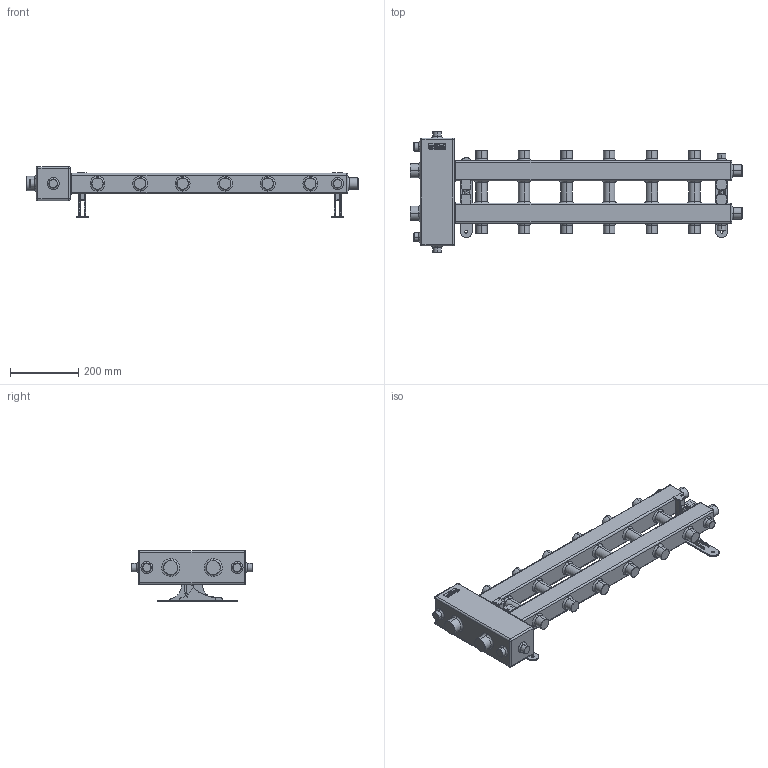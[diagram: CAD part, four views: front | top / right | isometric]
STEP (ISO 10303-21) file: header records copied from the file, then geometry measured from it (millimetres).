
FILE_DESCRIPTION (( 'STEP AP214' ), '1' );
FILE_NAME ('BM-100-7DU.10+K.BM-100.STEP', '2017-01-28T16:03:57', ( '' ), ( '' ), 'SwSTEP 2.0', 'SolidWorks 2015', '' );
FILE_SCHEMA (( 'AUTOMOTIVE_DESIGN' ));
Length unit declared in the file: millimetre
Products named in the file (3): Êîïèÿ BM-100-3D.10^BM-100.10+K.BM-100_BM-100-7DU; BM-100-7DU.10+K.BM-100; Êîïèÿ K.BM-100.01 3D-ìîäåëü äëÿ ñàéòà^BM-100.10+K.BM-100
Assembly tree (3 placements, depth 2):
  BM-100-7DU.10+K.BM-100
    Êîïèÿ BM-100-3D.10^BM-100.10+K.BM-100_BM-100-7DU
    Êîïèÿ K.BM-100.01 3D-ìîäåëü äëÿ ñàéòà^BM-100.10+K.BM-100  x2
Bounding box: 975 x 357 x 150.5 mm (x, y, z)
Volume: 10041693.3 mm3; surface area: 723148.7 mm2
Topology: 3 solids, 3 shells, 1258 faces, 3332 edges, 2122 vertices
Faces by surface type: bspline 440, plane 426, cylinder 220, cone 80, torus 76, sphere 16
Entity records: 34551 total; most frequent: CARTESIAN_POINT 10669, ORIENTED_EDGE 5390, DIRECTION 3712, EDGE_CURVE 2695, VERTEX_POINT 1726, VECTOR 1330, LINE 1330, AXIS2_PLACEMENT_3D 1191
